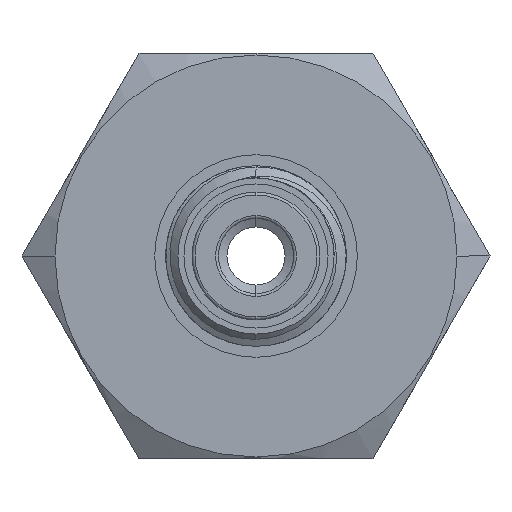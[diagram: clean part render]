
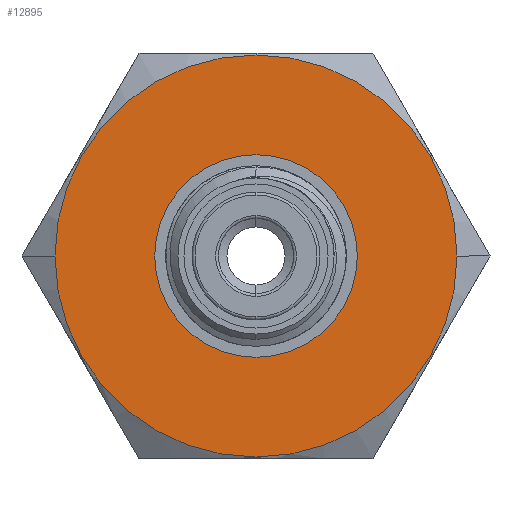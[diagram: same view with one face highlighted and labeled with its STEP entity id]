
A CAD part, left-side view. The second image highlights one B-rep face of the part: STEP entity #12895.
In plain terms, the highlighted planar face has unit normal (-1, 0, 0).
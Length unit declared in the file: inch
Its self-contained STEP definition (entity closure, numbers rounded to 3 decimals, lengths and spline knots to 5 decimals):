
#283 = CARTESIAN_POINT ( 'NONE',  ( -2., 0., 0. ) ) ;
#289 = EDGE_CURVE ( 'NONE', #12517, #8419, #2361, .T. ) ;
#473 = ORIENTED_EDGE ( 'NONE', *, *, #2341, .F. ) ;
#1167 = PLANE ( 'NONE',  #8380 ) ;
#1263 = CARTESIAN_POINT ( 'NONE',  ( -2., 0., 0. ) ) ;
#1586 = FACE_BOUND ( 'NONE', #12834, .T. ) ;
#1847 = CARTESIAN_POINT ( 'NONE',  ( -2., 0.62, 0. ) ) ;
#2215 = ORIENTED_EDGE ( 'NONE', *, *, #289, .F. ) ;
#2341 = EDGE_CURVE ( 'NONE', #8419, #12517, #8471, .T. ) ;
#2361 = CIRCLE ( 'NONE', #12392, 0.62 ) ;
#2772 = DIRECTION ( 'NONE',  ( 1., 0., 0. ) ) ;
#4386 = CIRCLE ( 'NONE', #6985, 0.281 ) ;
#4531 = FACE_OUTER_BOUND ( 'NONE', #6182, .T. ) ;
#5007 = AXIS2_PLACEMENT_3D ( 'NONE', #283, #5895, #12633 ) ;
#5359 = CARTESIAN_POINT ( 'NONE',  ( -2., 0., 0. ) ) ;
#5713 = DIRECTION ( 'NONE',  ( 0., -1., 0. ) ) ;
#5895 = DIRECTION ( 'NONE',  ( -1., 0., 0. ) ) ;
#6182 = EDGE_LOOP ( 'NONE', ( #473, #2215 ) ) ;
#6358 = CIRCLE ( 'NONE', #5007, 0.281 ) ;
#6985 = AXIS2_PLACEMENT_3D ( 'NONE', #5359, #7556, #10905 ) ;
#7556 = DIRECTION ( 'NONE',  ( -1., 0., 0. ) ) ;
#7664 = CARTESIAN_POINT ( 'NONE',  ( -2., -0.62, 0. ) ) ;
#7887 = EDGE_CURVE ( 'NONE', #13075, #11532, #6358, .T. ) ;
#8380 = AXIS2_PLACEMENT_3D ( 'NONE', #1263, #12404, #5713 ) ;
#8419 = VERTEX_POINT ( 'NONE', #1847 ) ;
#8433 = CARTESIAN_POINT ( 'NONE',  ( -2., 0., 0.281 ) ) ;
#8471 = CIRCLE ( 'NONE', #10925, 0.62 ) ;
#8797 = ORIENTED_EDGE ( 'NONE', *, *, #9587, .F. ) ;
#9487 = CARTESIAN_POINT ( 'NONE',  ( -2., 0., 0. ) ) ;
#9587 = EDGE_CURVE ( 'NONE', #11532, #13075, #4386, .T. ) ;
#10363 = CARTESIAN_POINT ( 'NONE',  ( -2., 0., -0.281 ) ) ;
#10621 = DIRECTION ( 'NONE',  ( 0., 1., 0. ) ) ;
#10905 = DIRECTION ( 'NONE',  ( 0., 0., 1. ) ) ;
#10925 = AXIS2_PLACEMENT_3D ( 'NONE', #9487, #2772, #10621 ) ;
#11171 = DIRECTION ( 'NONE',  ( 1., 0., 0. ) ) ;
#11532 = VERTEX_POINT ( 'NONE', #10363 ) ;
#12275 = DIRECTION ( 'NONE',  ( 0., 1., 0. ) ) ;
#12392 = AXIS2_PLACEMENT_3D ( 'NONE', #14460, #11171, #12275 ) ;
#12404 = DIRECTION ( 'NONE',  ( -1., 0., 0. ) ) ;
#12517 = VERTEX_POINT ( 'NONE', #7664 ) ;
#12559 = ORIENTED_EDGE ( 'NONE', *, *, #7887, .F. ) ;
#12633 = DIRECTION ( 'NONE',  ( 0., 0., 1. ) ) ;
#12834 = EDGE_LOOP ( 'NONE', ( #12559, #8797 ) ) ;
#12895 = ADVANCED_FACE ( 'NONE', ( #4531, #1586 ), #1167, .T. ) ;
#13075 = VERTEX_POINT ( 'NONE', #8433 ) ;
#14460 = CARTESIAN_POINT ( 'NONE',  ( -2., 0., 0. ) ) ;
